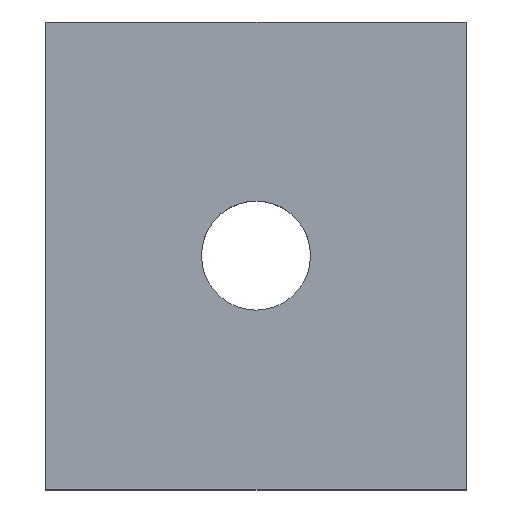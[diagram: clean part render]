
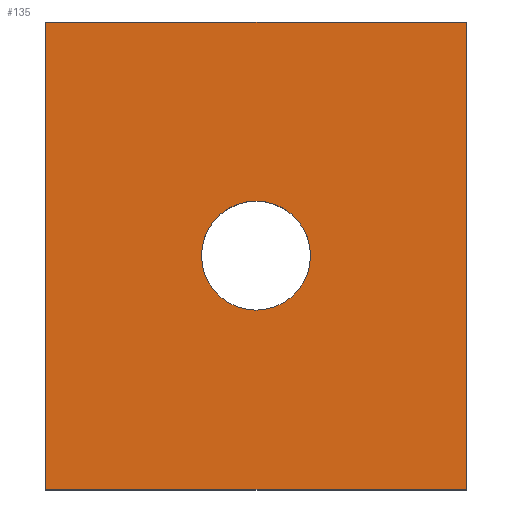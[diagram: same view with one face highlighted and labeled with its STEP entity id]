
A CAD part, top view. The second image highlights one B-rep face of the part: STEP entity #135.
In plain terms, the highlighted planar face has unit normal (0, 0, 1).
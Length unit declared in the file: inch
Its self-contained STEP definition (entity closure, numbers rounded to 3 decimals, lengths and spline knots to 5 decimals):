
#5 = EDGE_CURVE ( 'NONE', #619, #286, #110, .T. ) ;
#7 = VECTOR ( 'NONE', #130, 39.37008 ) ;
#11 = VERTEX_POINT ( 'NONE', #512 ) ;
#21 = LINE ( 'NONE', #370, #383 ) ;
#41 = EDGE_CURVE ( 'NONE', #11, #619, #171, .T. ) ;
#78 = ORIENTED_EDGE ( 'NONE', *, *, #5, .T. ) ;
#99 = EDGE_CURVE ( 'NONE', #286, #485, #263, .T. ) ;
#110 = LINE ( 'NONE', #774, #157 ) ;
#130 = DIRECTION ( 'NONE',  ( 1., 0., 0. ) ) ;
#135 = ADVANCED_FACE ( 'NONE', ( #598, #201 ), #465, .T. ) ;
#139 = ORIENTED_EDGE ( 'NONE', *, *, #41, .T. ) ;
#151 = ORIENTED_EDGE ( 'NONE', *, *, #446, .T. ) ;
#157 = VECTOR ( 'NONE', #724, 39.37008 ) ;
#170 = AXIS2_PLACEMENT_3D ( 'NONE', #318, #312, #519 ) ;
#171 = LINE ( 'NONE', #447, #425 ) ;
#179 = DIRECTION ( 'NONE',  ( 0., 0., 1. ) ) ;
#201 = FACE_BOUND ( 'NONE', #575, .T. ) ;
#223 = CARTESIAN_POINT ( 'NONE',  ( 0., 0.59055, 0. ) ) ;
#263 = LINE ( 'NONE', #461, #7 ) ;
#283 = DIRECTION ( 'NONE',  ( 1., 0., 0. ) ) ;
#286 = VERTEX_POINT ( 'NONE', #488 ) ;
#312 = DIRECTION ( 'NONE',  ( 0., 0., -1. ) ) ;
#316 = EDGE_CURVE ( 'NONE', #830, #835, #443, .T. ) ;
#318 = CARTESIAN_POINT ( 'NONE',  ( 0., 0.59055, 0. ) ) ;
#331 = CARTESIAN_POINT ( 'NONE',  ( -0.5315, 1.1811, 0. ) ) ;
#370 = CARTESIAN_POINT ( 'NONE',  ( 0.5315, 0., 0. ) ) ;
#383 = VECTOR ( 'NONE', #854, 39.37008 ) ;
#389 = ORIENTED_EDGE ( 'NONE', *, *, #846, .T. ) ;
#393 = DIRECTION ( 'NONE',  ( 0., -1., 0. ) ) ;
#425 = VECTOR ( 'NONE', #643, 39.37008 ) ;
#437 = CARTESIAN_POINT ( 'NONE',  ( 0.1378, 0.59055, 0. ) ) ;
#443 = CIRCLE ( 'NONE', #784, 0.1378 ) ;
#446 = EDGE_CURVE ( 'NONE', #835, #830, #514, .T. ) ;
#447 = CARTESIAN_POINT ( 'NONE',  ( -0.5315, 1.1811, 0. ) ) ;
#461 = CARTESIAN_POINT ( 'NONE',  ( -0.5315, 0., 0. ) ) ;
#465 = PLANE ( 'NONE',  #686 ) ;
#480 = ORIENTED_EDGE ( 'NONE', *, *, #99, .T. ) ;
#485 = VERTEX_POINT ( 'NONE', #521 ) ;
#488 = CARTESIAN_POINT ( 'NONE',  ( -0.5315, 0., 0. ) ) ;
#512 = CARTESIAN_POINT ( 'NONE',  ( 0.5315, 1.1811, 0. ) ) ;
#514 = CIRCLE ( 'NONE', #170, 0.1378 ) ;
#519 = DIRECTION ( 'NONE',  ( 1., 0., 0. ) ) ;
#521 = CARTESIAN_POINT ( 'NONE',  ( 0.5315, 0., 0. ) ) ;
#575 = EDGE_LOOP ( 'NONE', ( #849, #151 ) ) ;
#598 = FACE_OUTER_BOUND ( 'NONE', #782, .T. ) ;
#619 = VERTEX_POINT ( 'NONE', #331 ) ;
#643 = DIRECTION ( 'NONE',  ( -1., 0., 0. ) ) ;
#686 = AXIS2_PLACEMENT_3D ( 'NONE', #869, #179, #393 ) ;
#693 = DIRECTION ( 'NONE',  ( 0., 0., -1. ) ) ;
#713 = CARTESIAN_POINT ( 'NONE',  ( -0.1378, 0.59055, 0. ) ) ;
#724 = DIRECTION ( 'NONE',  ( 0., -1., 0. ) ) ;
#774 = CARTESIAN_POINT ( 'NONE',  ( -0.5315, 0., 0. ) ) ;
#782 = EDGE_LOOP ( 'NONE', ( #139, #78, #480, #389 ) ) ;
#784 = AXIS2_PLACEMENT_3D ( 'NONE', #223, #693, #283 ) ;
#830 = VERTEX_POINT ( 'NONE', #437 ) ;
#835 = VERTEX_POINT ( 'NONE', #713 ) ;
#846 = EDGE_CURVE ( 'NONE', #485, #11, #21, .T. ) ;
#849 = ORIENTED_EDGE ( 'NONE', *, *, #316, .T. ) ;
#854 = DIRECTION ( 'NONE',  ( 0., 1., 0. ) ) ;
#869 = CARTESIAN_POINT ( 'NONE',  ( -0.5315, 0., 0. ) ) ;
